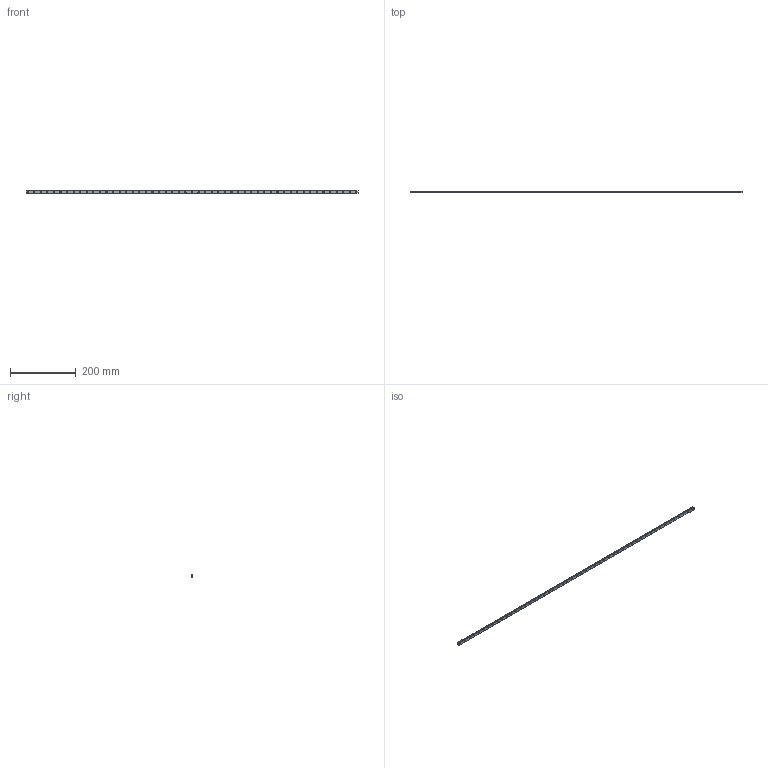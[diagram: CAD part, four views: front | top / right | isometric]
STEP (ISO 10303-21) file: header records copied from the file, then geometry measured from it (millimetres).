
FILE_DESCRIPTION (( 'STEP AP214' ), '1' );
FILE_NAME ('SRS9XGMSS-1010LTM_G5_0_0_0_0_0_1.STEP', '2021-08-13T09:43:01', ( '' ), ( '' ), 'SwSTEP 2.0', 'SolidWorks 2021', '' );
FILE_SCHEMA (( 'AUTOMOTIVE_DESIGN' ));
Length unit declared in the file: millimetre
Products named in the file (2): SRS9XGMSS-1010LTM_G5_0_0_0_0_0_1; _SRS9XGM10105 Track
Assembly tree (1 placements, depth 2):
  SRS9XGMSS-1010LTM_G5_0_0_0_0_0_1
    _SRS9XGM10105 Track
Bounding box: 1010 x 5.5 x 9 mm (x, y, z)
Volume: 40192.4 mm3; surface area: 32554.1 mm2
Topology: 1 solids, 1 shells, 284 faces, 693 edges, 462 vertices
Faces by surface type: cylinder 217, plane 67
Entity records: 8861 total; most frequent: DIRECTION 1703, CARTESIAN_POINT 1443, ORIENTED_EDGE 1386, AXIS2_PLACEMENT_3D 722, EDGE_CURVE 693, VERTEX_POINT 462, EDGE_LOOP 437, CIRCLE 434
